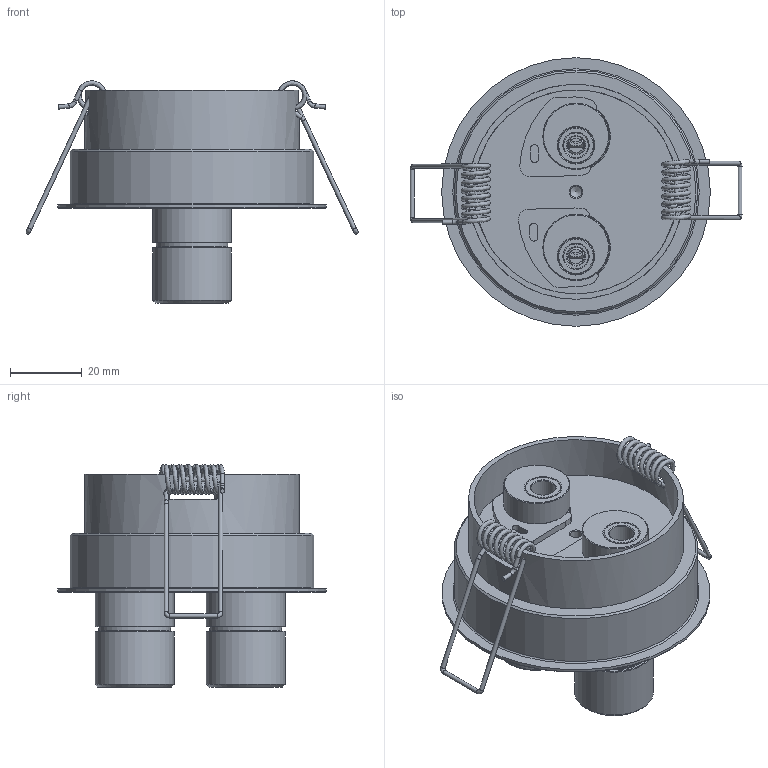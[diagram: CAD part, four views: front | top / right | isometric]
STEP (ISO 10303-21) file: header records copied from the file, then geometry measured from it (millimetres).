
FILE_DESCRIPTION(/* description */ ('This is a sample STEP configuration'),/* implementation_level */ '2;1');
FILE_NAME(/* name */ '577-00602xxxxxxx SIMPLE.ipt_Rev_00.1.stp',/* time_stamp */ '2023-04-26T14:23:45+02:00',/* author */ ('powerJobs'),/* organization */ ('coolOrange'),/* preprocessor_version */ 'ST-DEVELOPER v19.2',/* originating_system */ 'Autodesk Inventor 2023',/* authorisation */ '');
FILE_SCHEMA (('AUTOMOTIVE_DESIGN { 1 0 10303 214 3 1 1 }'));
Products named in the file (1): ENG000026458
Bounding box: 92.7 x 75 x 62.05 mm (x, y, z)
Volume: 47526.8 mm3; surface area: 47444.7 mm2
Topology: 15 solids, 15 shells, 1200 faces, 3132 edges, 1915 vertices
Faces by surface type: plane 349, cylinder 304, bspline 248, cone 139, torus 98, sphere 62
Full cylindrical faces by diameter (mm): 1 x8, 1.2 x10, 3.242 x3, 4 x2, 5 x2, 6.917 x2, 6.92 x2, 10 x6, 10.1 x2, 14 x2, 15.5 x2, 16.5 x2, 17 x2, 17.7 x2, 18.5 x6, 18.8 x2, 19 x2, 20 x6, 20.5 x2, 21.8 x2, 22 x4, 22.5 x2, 57 x1, 60 x1, 66 x1, 68 x1, 75 x1
Entity records: 63778 total; most frequent: CARTESIAN_POINT 35319, ORIENTED_EDGE 6194, DIRECTION 5769, EDGE_CURVE 3097, AXIS2_PLACEMENT_3D 2383, VERTEX_POINT 1913, EDGE_LOOP 1274, FACE_OUTER_BOUND 1200
